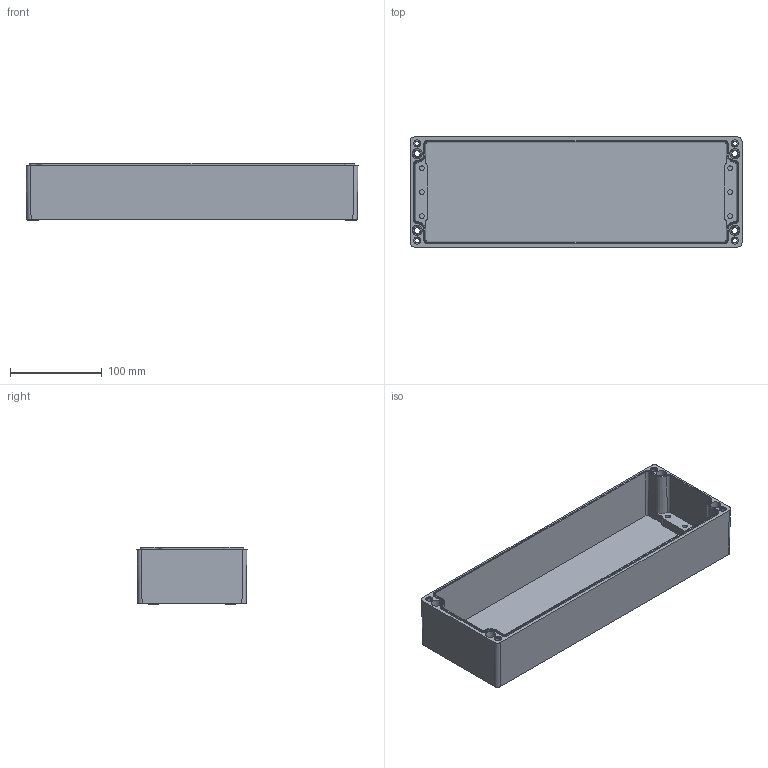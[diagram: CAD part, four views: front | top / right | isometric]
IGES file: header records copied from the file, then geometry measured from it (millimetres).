
Global section: file name: No Iges File Name specified; native system: AutoDesk Inventor R12.0; preprocessor: AutoDesk Inventor Iges Exporter R12.0; author: No Author specified; organization: No Organization specified; date: 20080109.160933; units: inch
Bounding box: 361.37 x 119.74 x 62.53 mm (x, y, z)
Volume: 451821.2 mm3; surface area: 207527.9 mm2
Topology: 1 solids, 1 shells, 186 faces, 440 edges, 280 vertices
Faces by surface type: revolution 42, bspline 41, plane 39, cylinder 24, torus 24, cone 16
